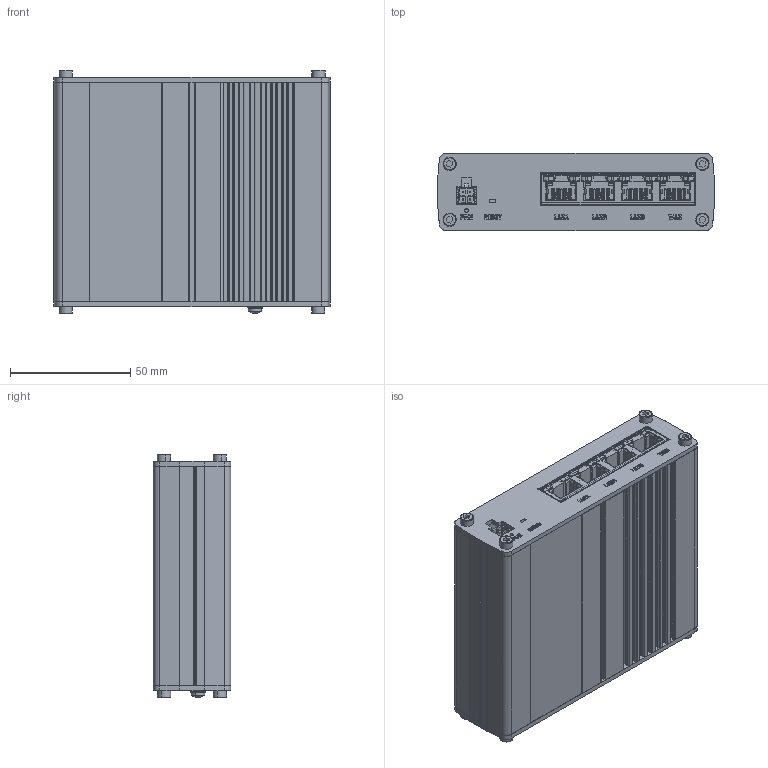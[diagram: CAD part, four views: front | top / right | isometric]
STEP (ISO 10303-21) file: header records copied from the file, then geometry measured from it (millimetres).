
FILE_DESCRIPTION (( 'STEP AP214' ), '1' );
FILE_NAME ('RUTX08.STEP', '2019-03-05T12:43:52', ( '' ), ( '' ), 'SwSTEP 2.0', 'SolidWorks 2019', '' );
FILE_SCHEMA (( 'AUTOMOTIVE_DESIGN' ));
Length unit declared in the file: millimetre
Products named in the file (10): RUTX08_Rear_Panel_v1_RX08DRP001_updated_2019_01_08; RUTX10_korpusas_TOP_RX10DHT002_v2_updated_2019_01_08; RUTX08_Front_Panel_v1_RX08DFP001_updated_2019_01_08; DIN7981_2_9x9_5; RUTX08_dummy; RUTX11_korpusas_BOTTOM_RX11DHB004_v4_updated_2019_01_08; DIN6798_M3; DIN912_M3x6; Termopadas_32x28x5; RUTX08
Assembly tree (16 placements, depth 2):
  RUTX08
    RUTX11_korpusas_BOTTOM_RX11DHB004_v4_updated_2019_01_08
    RUTX10_korpusas_TOP_RX10DHT002_v2_updated_2019_01_08
    RUTX08_Rear_Panel_v1_RX08DRP001_updated_2019_01_08
    RUTX08_Front_Panel_v1_RX08DFP001_updated_2019_01_08
    DIN912_M3x6  x8
    DIN7981_2_9x9_5
    RUTX08_dummy
    DIN6798_M3
    Termopadas_32x28x5
Bounding box: 115 x 32.2 x 101.2 mm (x, y, z)
Volume: 133432.7 mm3; surface area: 124186.7 mm2
Topology: 29 solids, 31 shells, 4942 faces, 13863 edges, 9081 vertices
Faces by surface type: plane 2775, cylinder 1639, bspline 474, cone 34, torus 10, sphere 10
Entity records: 210200 total; most frequent: CARTESIAN_POINT 55054, ORIENTED_EDGE 26966, DIRECTION 19829, EDGE_CURVE 13483, VERTEX_POINT 8855, LINE 8223, VECTOR 8223, AXIS2_PLACEMENT_3D 5803
